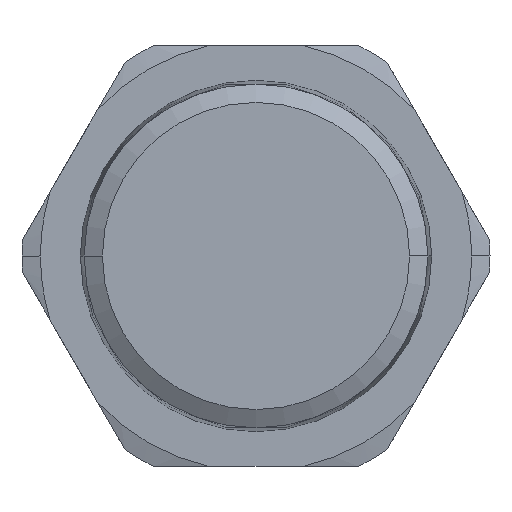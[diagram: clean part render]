
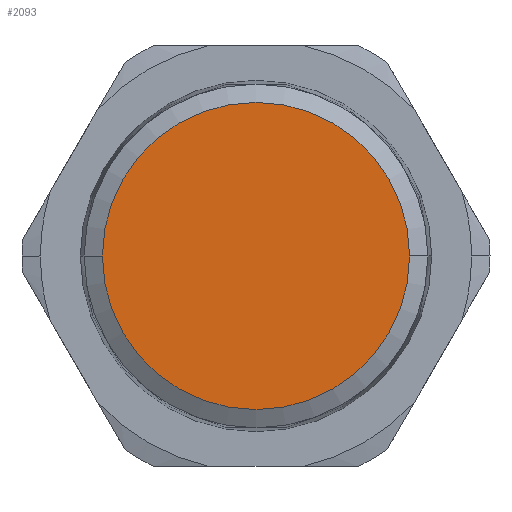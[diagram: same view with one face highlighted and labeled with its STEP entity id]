
A CAD part, front view. The second image highlights one B-rep face of the part: STEP entity #2093.
In plain terms, the highlighted planar face has unit normal (0, -1, 0).
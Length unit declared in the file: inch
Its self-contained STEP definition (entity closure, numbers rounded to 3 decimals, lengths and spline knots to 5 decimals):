
#127 = DIRECTION ( 'NONE',  ( 0., 0., -1. ) ) ;
#137 = EDGE_CURVE ( 'NONE', #592, #209, #1088, .T. ) ;
#179 = CARTESIAN_POINT ( 'NONE',  ( 0.57505, 0., 0. ) ) ;
#209 = VERTEX_POINT ( 'NONE', #179 ) ;
#346 = DIRECTION ( 'NONE',  ( 0., -1., 0. ) ) ;
#527 = AXIS2_PLACEMENT_3D ( 'NONE', #1526, #1309, #1772 ) ;
#592 = VERTEX_POINT ( 'NONE', #2392 ) ;
#650 = EDGE_CURVE ( 'NONE', #209, #592, #1119, .T. ) ;
#815 = ORIENTED_EDGE ( 'NONE', *, *, #137, .T. ) ;
#999 = AXIS2_PLACEMENT_3D ( 'NONE', #1667, #1254, #2252 ) ;
#1088 = CIRCLE ( 'NONE', #999, 0.57505 ) ;
#1119 = CIRCLE ( 'NONE', #527, 0.57505 ) ;
#1254 = DIRECTION ( 'NONE',  ( 0., -1., 0. ) ) ;
#1309 = DIRECTION ( 'NONE',  ( 0., -1., 0. ) ) ;
#1352 = PLANE ( 'NONE',  #2559 ) ;
#1374 = EDGE_LOOP ( 'NONE', ( #1613, #815 ) ) ;
#1526 = CARTESIAN_POINT ( 'NONE',  ( 0., 0., 0. ) ) ;
#1613 = ORIENTED_EDGE ( 'NONE', *, *, #650, .T. ) ;
#1667 = CARTESIAN_POINT ( 'NONE',  ( 0., 0., 0. ) ) ;
#1772 = DIRECTION ( 'NONE',  ( 1., 0., 0. ) ) ;
#1776 = CARTESIAN_POINT ( 'NONE',  ( 0.55007, 0., 0. ) ) ;
#2093 = ADVANCED_FACE ( 'NONE', ( #2188 ), #1352, .T. ) ;
#2188 = FACE_OUTER_BOUND ( 'NONE', #1374, .T. ) ;
#2252 = DIRECTION ( 'NONE',  ( 1., 0., 0. ) ) ;
#2392 = CARTESIAN_POINT ( 'NONE',  ( -0.57505, 0., 0. ) ) ;
#2559 = AXIS2_PLACEMENT_3D ( 'NONE', #1776, #346, #127 ) ;
